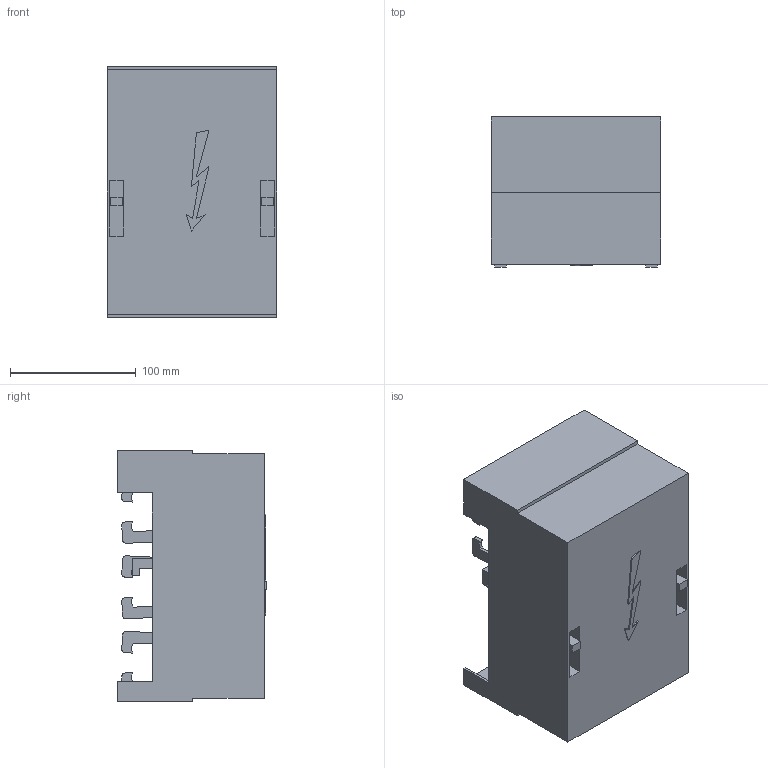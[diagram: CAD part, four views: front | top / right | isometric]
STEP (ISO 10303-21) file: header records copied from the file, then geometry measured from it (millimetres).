
FILE_DESCRIPTION((''),'2;1');
FILE_NAME('01753000.stp','2015-12-15T10:21:31',('sofian.bouziani'),(''),'Autodesk Inventor 2013','Autodesk Inventor 2013','');
FILE_SCHEMA(('AUTOMOTIVE_DESIGN { 1 0 10303 214 1 1 1 1 }'));
Length unit declared in the file: millimetre
Products named in the file (8): 01753000; 79920000; 01759000; 71504000; 71505000; 30037000; 71518000; 01756000
Assembly tree (10 placements, depth 3):
  01753000
    79920000
    01759000  x3
      71504000
      71505000
      30037000
      71518000
    01756000
Bounding box: 135 x 119 x 200 mm (x, y, z)
Volume: 452191 mm3; surface area: 410191.1 mm2
Topology: 17 solids, 20 shells, 584 faces, 1557 edges, 1025 vertices
Faces by surface type: plane 455, cylinder 108, cone 15, torus 6
Full cylindrical faces by diameter (mm): 12 x3, 13.488 x3, 16 x3, 16.492 x3
Entity records: 7564 total; most frequent: CARTESIAN_POINT 1301, ORIENTED_EDGE 1248, DIRECTION 1196, EDGE_CURVE 624, VECTOR 574, LINE 574, VERTEX_POINT 416, AXIS2_PLACEMENT_3D 311
